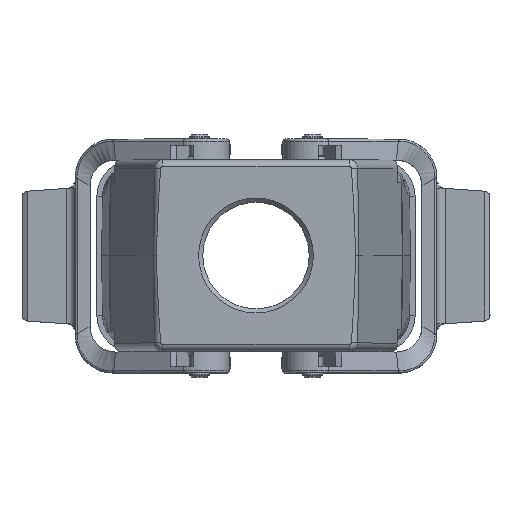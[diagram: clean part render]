
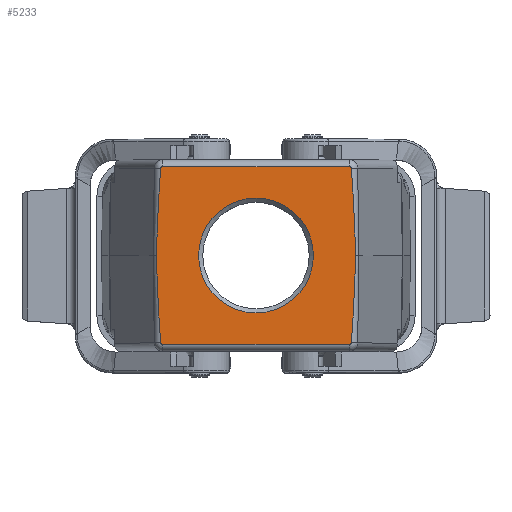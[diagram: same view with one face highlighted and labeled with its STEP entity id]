
A CAD part, top view. The second image highlights one B-rep face of the part: STEP entity #5233.
In plain terms, the highlighted planar face has unit normal (0, 0, 1).
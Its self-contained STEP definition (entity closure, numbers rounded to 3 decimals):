
#102=ELLIPSE('',#18465,114.608,2.);
#105=ELLIPSE('',#18469,114.608,2.);
#106=ELLIPSE('',#18471,114.608,2.);
#107=ELLIPSE('',#18475,114.608,2.);
#3578=FACE_BOUND('',#7225,.T.);
#3579=FACE_BOUND('',#7226,.T.);
#4201=CIRCLE('',#18457,0.407);
#4205=CIRCLE('',#18462,0.407);
#4209=CIRCLE('',#18477,0.407);
#4213=CIRCLE('',#18482,0.407);
#4443=CIRCLE('',#19118,13.5);
#5233=ADVANCED_FACE('',(#3578,#3579),#5641,.T.);
#5641=PLANE('',#19119);
#7225=EDGE_LOOP('',(#11000));
#7226=EDGE_LOOP('',(#11001,#11002,#11003,#11004,#11005,#11006,#11007,#11008,
#11009,#11010));
#11000=ORIENTED_EDGE('',*,*,#14587,.T.);
#11001=ORIENTED_EDGE('',*,*,#13646,.F.);
#11002=ORIENTED_EDGE('',*,*,#13652,.F.);
#11003=ORIENTED_EDGE('',*,*,#13658,.F.);
#11004=ORIENTED_EDGE('',*,*,#13664,.F.);
#11005=ORIENTED_EDGE('',*,*,#13666,.F.);
#11006=ORIENTED_EDGE('',*,*,#13660,.F.);
#11007=ORIENTED_EDGE('',*,*,#13654,.F.);
#11008=ORIENTED_EDGE('',*,*,#13648,.F.);
#11009=ORIENTED_EDGE('',*,*,#13642,.F.);
#11010=ORIENTED_EDGE('',*,*,#13639,.F.);
#12053=VERTEX_POINT('',#29149);
#12055=VERTEX_POINT('',#29152);
#12057=VERTEX_POINT('',#29158);
#12059=VERTEX_POINT('',#29164);
#12061=VERTEX_POINT('',#29170);
#12063=VERTEX_POINT('',#29176);
#12065=VERTEX_POINT('',#29182);
#12067=VERTEX_POINT('',#29188);
#12069=VERTEX_POINT('',#29194);
#12071=VERTEX_POINT('',#29200);
#12620=VERTEX_POINT('',#33833);
#13639=EDGE_CURVE('',#12053,#12055,#15285,.T.);
#13642=EDGE_CURVE('',#12055,#12057,#4201,.T.);
#13646=EDGE_CURVE('',#12059,#12053,#4205,.T.);
#13648=EDGE_CURVE('',#12057,#12061,#102,.T.);
#13652=EDGE_CURVE('',#12063,#12059,#105,.T.);
#13654=EDGE_CURVE('',#12061,#12065,#106,.T.);
#13658=EDGE_CURVE('',#12067,#12063,#107,.T.);
#13660=EDGE_CURVE('',#12065,#12069,#4209,.T.);
#13664=EDGE_CURVE('',#12071,#12067,#4213,.T.);
#13666=EDGE_CURVE('',#12069,#12071,#15291,.T.);
#14587=EDGE_CURVE('',#12620,#12620,#4443,.T.);
#15285=LINE('',#29151,#16339);
#15291=LINE('',#29205,#16345);
#16339=VECTOR('',#20865,1.);
#16345=VECTOR('',#20931,1.);
#18457=AXIS2_PLACEMENT_3D('',#29157,#20871,#20872);
#18462=AXIS2_PLACEMENT_3D('',#29166,#20881,#20882);
#18465=AXIS2_PLACEMENT_3D('',#29169,#20887,#20888);
#18469=AXIS2_PLACEMENT_3D('',#29178,#20896,#20897);
#18471=AXIS2_PLACEMENT_3D('',#29181,#20901,#20902);
#18475=AXIS2_PLACEMENT_3D('',#29190,#20910,#20911);
#18477=AXIS2_PLACEMENT_3D('',#29193,#20915,#20916);
#18482=AXIS2_PLACEMENT_3D('',#29202,#20925,#20926);
#19118=AXIS2_PLACEMENT_3D('',#33832,#22647,#22648);
#19119=AXIS2_PLACEMENT_3D('',#33834,#22649,#22650);
#20865=DIRECTION('',(-1.,0.,0.));
#20871=DIRECTION('',(0.,0.,-1.));
#20872=DIRECTION('',(1.,0.,0.));
#20881=DIRECTION('',(0.,0.,-1.));
#20882=DIRECTION('',(1.,0.,0.));
#20887=DIRECTION('',(0.,0.,-1.));
#20888=DIRECTION('',(0.013,-1.,0.));
#20896=DIRECTION('',(0.,0.,-1.));
#20897=DIRECTION('',(-0.013,-1.,0.));
#20901=DIRECTION('',(0.,0.,-1.));
#20902=DIRECTION('',(-0.013,-1.,0.));
#20910=DIRECTION('',(0.,0.,-1.));
#20911=DIRECTION('',(0.013,-1.,0.));
#20915=DIRECTION('',(0.,0.,-1.));
#20916=DIRECTION('',(1.,0.,0.));
#20925=DIRECTION('',(0.,0.,-1.));
#20926=DIRECTION('',(1.,0.,0.));
#20931=DIRECTION('',(1.,0.,0.));
#22647=DIRECTION('',(0.,0.,-1.));
#22648=DIRECTION('',(1.,0.,0.));
#22649=DIRECTION('',(0.,0.,1.));
#22650=DIRECTION('',(1.,0.,0.));
#29149=CARTESIAN_POINT('',(21.973,-20.907,62.45));
#29151=CARTESIAN_POINT('',(-23.782,-20.907,62.45));
#29152=CARTESIAN_POINT('',(-21.973,-20.907,62.45));
#29157=CARTESIAN_POINT('',(-21.973,-20.5,62.45));
#29158=CARTESIAN_POINT('',(-22.378,-20.54,62.45));
#29164=CARTESIAN_POINT('',(22.378,-20.54,62.45));
#29166=CARTESIAN_POINT('',(21.973,-20.5,62.45));
#29169=CARTESIAN_POINT('',(-23.475,91.681,62.45));
#29170=CARTESIAN_POINT('',(-23.448,0.,62.45));
#29176=CARTESIAN_POINT('',(23.448,0.,62.45));
#29178=CARTESIAN_POINT('',(23.475,91.681,62.45));
#29181=CARTESIAN_POINT('',(-23.475,-91.681,62.45));
#29182=CARTESIAN_POINT('',(-22.378,20.54,62.45));
#29188=CARTESIAN_POINT('',(22.378,20.54,62.45));
#29190=CARTESIAN_POINT('',(23.475,-91.681,62.45));
#29193=CARTESIAN_POINT('',(-21.973,20.5,62.45));
#29194=CARTESIAN_POINT('',(-21.973,20.907,62.45));
#29200=CARTESIAN_POINT('',(21.973,20.907,62.45));
#29202=CARTESIAN_POINT('',(21.973,20.5,62.45));
#29205=CARTESIAN_POINT('',(-29.552,20.907,62.45));
#33832=CARTESIAN_POINT('',(0.,0.,62.45));
#33833=CARTESIAN_POINT('',(13.5,0.,62.45));
#33834=CARTESIAN_POINT('',(-30.,-55.,62.45));
